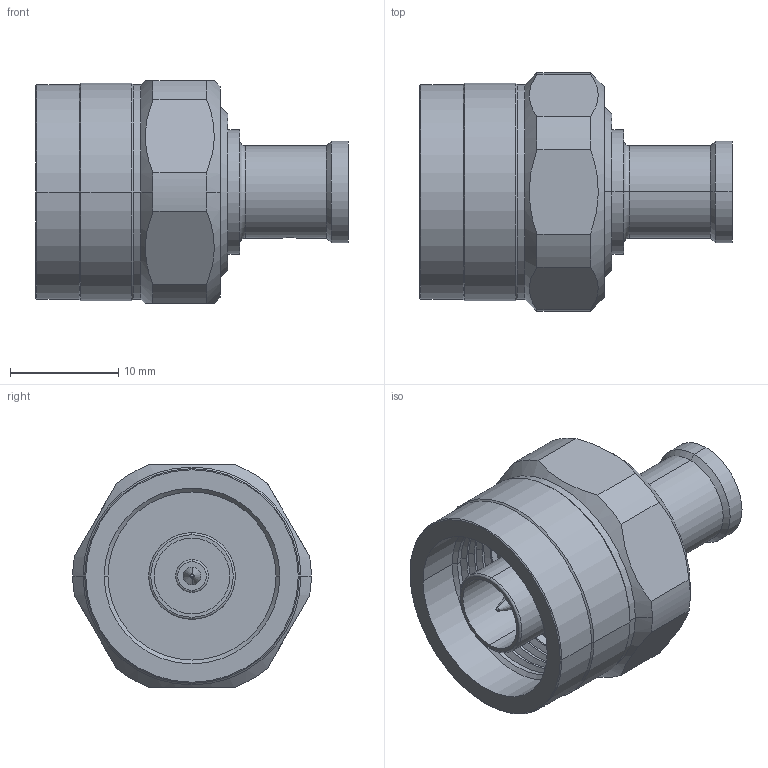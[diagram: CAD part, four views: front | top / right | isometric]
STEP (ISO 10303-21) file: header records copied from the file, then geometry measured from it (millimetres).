
FILE_DESCRIPTION (( 'STEP AP203' ), '1' );
FILE_NAME ('3190-2833.STEP', '2020-09-14T03:26:11', ( '' ), ( '' ), 'SwSTEP 2.0', 'SolidWorks 2018', '' );
FILE_SCHEMA (( 'CONFIG_CONTROL_DESIGN' ));
Length unit declared in the file: inch
Products named in the file (1): 3190-2833
Bounding box: 28.81 x 22 x 20.57 mm (x, y, z)
Volume: 4074.4 mm3; surface area: 5466.8 mm2
Topology: 4 solids, 6 shells, 154 faces, 331 edges, 197 vertices
Faces by surface type: cylinder 71, cone 44, plane 31, torus 6, sphere 2
Entity records: 4497 total; most frequent: CARTESIAN_POINT 968, DIRECTION 805, ORIENTED_EDGE 656, AXIS2_PLACEMENT_3D 338, EDGE_CURVE 328, VERTEX_POINT 196, CIRCLE 183, EDGE_LOOP 174
